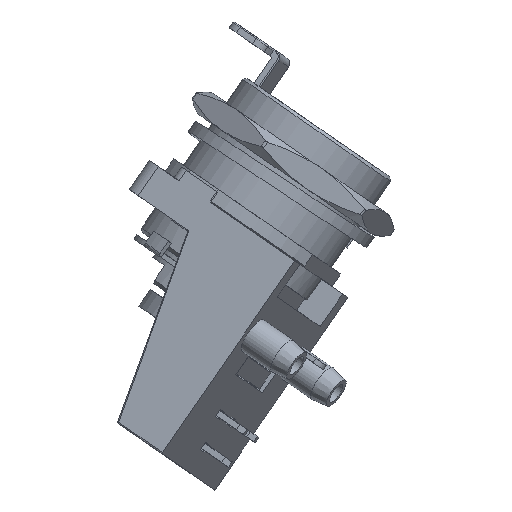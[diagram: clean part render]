
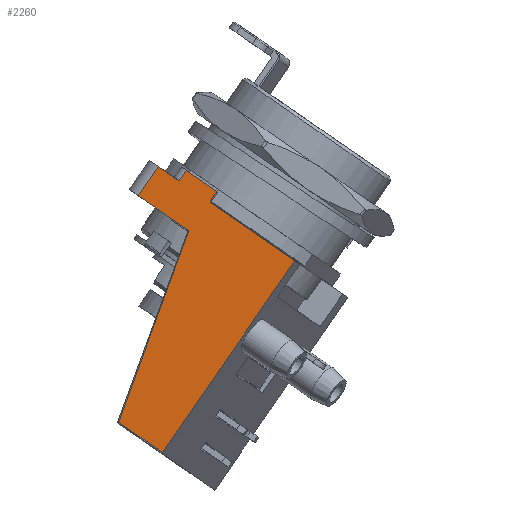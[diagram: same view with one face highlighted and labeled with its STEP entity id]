
A CAD part, left-side view. The second image highlights one B-rep face of the part: STEP entity #2260.
In plain terms, the highlighted planar face has unit normal (-0.952, 0.253, 0.174).
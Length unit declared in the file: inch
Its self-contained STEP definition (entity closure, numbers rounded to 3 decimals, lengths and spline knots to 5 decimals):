
#1930=CARTESIAN_POINT('',(-0.17144,0.37114,-0.3354));
#1931=VERTEX_POINT('',#1930);
#1939=CARTESIAN_POINT('',(-0.11796,0.50755,-0.24126));
#1940=VERTEX_POINT('',#1939);
#1941=CARTESIAN_POINT('',(-0.17144,0.37114,-0.3354));
#1942=DIRECTION('',(0.307,0.783,0.541));
#1943=VECTOR('',#1942,0.17415);
#1944=LINE('',#1941,#1943);
#1945=EDGE_CURVE('',#1931,#1940,#1944,.T.);
#1970=CARTESIAN_POINT('',(-0.06691,0.28892,0.35409));
#1971=VERTEX_POINT('',#1970);
#1996=CARTESIAN_POINT('',(-0.11796,0.50755,-0.24126));
#1997=DIRECTION('',(0.08,-0.344,0.936));
#1998=VECTOR('',#1997,0.63628);
#1999=LINE('',#1996,#1998);
#2000=EDGE_CURVE('',#1940,#1971,#1999,.T.);
#2189=CARTESIAN_POINT('',(-0.10526,0.28707,0.14752));
#2190=DIRECTION('',(-0.952,0.253,0.174));
#2191=DIRECTION('',(0.307,0.783,0.541));
#2192=AXIS2_PLACEMENT_3D('',#2189,#2190,#2191);
#2193=PLANE('',#2192);
#2194=CARTESIAN_POINT('',(-0.0052,0.44629,0.46271));
#2195=VERTEX_POINT('',#2194);
#2196=CARTESIAN_POINT('',(-0.06691,0.28892,0.35409));
#2197=DIRECTION('',(0.307,0.783,0.541));
#2198=VECTOR('',#2197,0.20093);
#2199=LINE('',#2196,#2198);
#2200=EDGE_CURVE('',#1971,#2195,#2199,.T.);
#2201=ORIENTED_EDGE('',*,*,#2200,.F.);
#2202=ORIENTED_EDGE('',*,*,#2000,.F.);
#2203=ORIENTED_EDGE('',*,*,#1945,.F.);
#2204=CARTESIAN_POINT('',(-0.17144,-0.04033,0.26081));
#2205=VERTEX_POINT('',#2204);
#2206=CARTESIAN_POINT('',(-0.17144,-0.04033,0.26081));
#2207=DIRECTION('',(0.,0.568,-0.823));
#2208=VECTOR('',#2207,0.72441);
#2209=LINE('',#2206,#2208);
#2210=EDGE_CURVE('',#2205,#1931,#2209,.T.);
#2211=ORIENTED_EDGE('',*,*,#2210,.F.);
#2212=CARTESIAN_POINT('',(-0.06868,0.22179,0.44171));
#2213=VERTEX_POINT('',#2212);
#2214=CARTESIAN_POINT('',(-0.06868,0.22179,0.44171));
#2215=DIRECTION('',(-0.307,-0.783,-0.541));
#2216=VECTOR('',#2215,0.33465);
#2217=LINE('',#2214,#2216);
#2218=EDGE_CURVE('',#2213,#2205,#2217,.T.);
#2219=ORIENTED_EDGE('',*,*,#2218,.F.);
#2220=CARTESIAN_POINT('',(-0.06868,0.19942,0.47411));
#2221=VERTEX_POINT('',#2220);
#2222=CARTESIAN_POINT('',(-0.06868,0.22179,0.44171));
#2223=DIRECTION('',(0.,-0.568,0.823));
#2224=VECTOR('',#2223,0.03937);
#2225=LINE('',#2222,#2224);
#2226=EDGE_CURVE('',#2213,#2221,#2225,.T.);
#2227=ORIENTED_EDGE('',*,*,#2226,.T.);
#2228=CARTESIAN_POINT('',(-0.03059,0.29656,0.54115));
#2229=VERTEX_POINT('',#2228);
#2230=CARTESIAN_POINT('',(-0.06868,0.19942,0.47411));
#2231=DIRECTION('',(0.307,0.783,0.541));
#2232=VECTOR('',#2231,0.12402);
#2233=LINE('',#2230,#2232);
#2234=EDGE_CURVE('',#2221,#2229,#2233,.T.);
#2235=ORIENTED_EDGE('',*,*,#2234,.T.);
#2236=CARTESIAN_POINT('',(-0.03059,0.31892,0.50874));
#2237=VERTEX_POINT('',#2236);
#2238=CARTESIAN_POINT('',(-0.03059,0.31892,0.50874));
#2239=DIRECTION('',(0.,-0.568,0.823));
#2240=VECTOR('',#2239,0.03937);
#2241=LINE('',#2238,#2240);
#2242=EDGE_CURVE('',#2237,#2229,#2241,.T.);
#2243=ORIENTED_EDGE('',*,*,#2242,.F.);
#2244=CARTESIAN_POINT('',(-0.0052,0.38368,0.55344));
#2245=VERTEX_POINT('',#2244);
#2246=CARTESIAN_POINT('',(-0.0052,0.38368,0.55344));
#2247=DIRECTION('',(-0.307,-0.783,-0.541));
#2248=VECTOR('',#2247,0.08268);
#2249=LINE('',#2246,#2248);
#2250=EDGE_CURVE('',#2245,#2237,#2249,.T.);
#2251=ORIENTED_EDGE('',*,*,#2250,.F.);
#2252=CARTESIAN_POINT('',(-0.0052,0.44629,0.46271));
#2253=DIRECTION('',(0.,-0.568,0.823));
#2254=VECTOR('',#2253,0.11024);
#2255=LINE('',#2252,#2254);
#2256=EDGE_CURVE('',#2195,#2245,#2255,.T.);
#2257=ORIENTED_EDGE('',*,*,#2256,.F.);
#2258=EDGE_LOOP('',(#2201,#2202,#2203,#2211,#2219,#2227,#2235,#2243,#2251,#2257));
#2259=FACE_OUTER_BOUND('',#2258,.T.);
#2260=ADVANCED_FACE('',(#2259),#2193,.T.);
